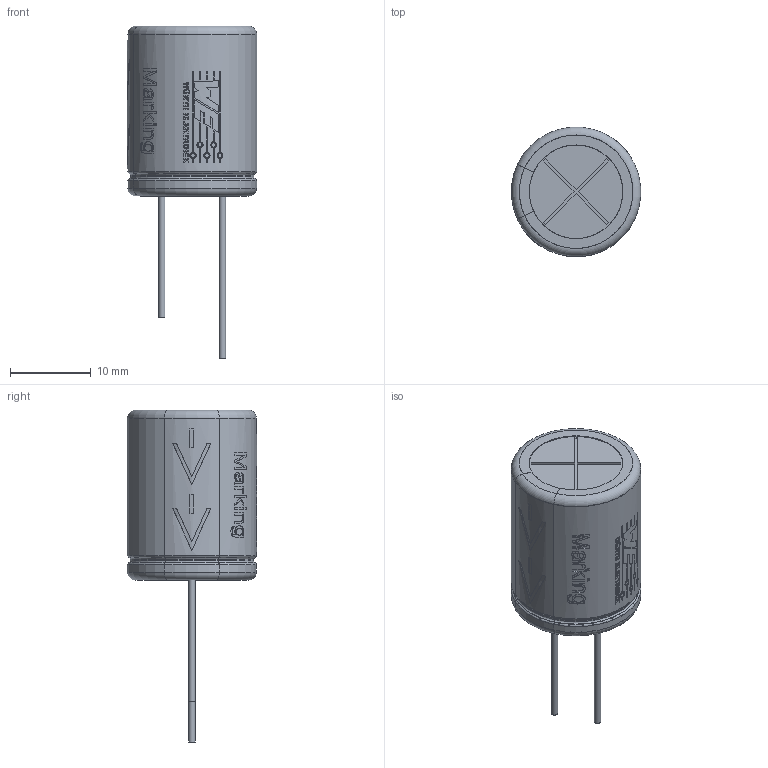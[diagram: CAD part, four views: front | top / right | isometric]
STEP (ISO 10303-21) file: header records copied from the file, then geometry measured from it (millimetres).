
FILE_DESCRIPTION( ( 'Unknown' ), '1' );
FILE_NAME( '16x21x7.5x0.8.stp', 'Unknown', ( 'Unknown' ), ( 'Unknown' ), 'PSStep 21.0.46', 'Unknown', ' ' );
FILE_SCHEMA( ( 'AUTOMOTIVE_DESIGN { 1 0 10303 214 1 1 1 1 }' ) );
Length unit declared in the file: millimetre
Products named in the file (3): 1; 2; 3
Bounding box: 15.96 x 15.97 x 41 mm (x, y, z)
Volume: 4151.2 mm3; surface area: 4243.8 mm2
Topology: 3 solids, 3 shells, 515 faces, 1294 edges, 857 vertices
Faces by surface type: plane 277, bspline 127, cylinder 87, torus 24
Full cylindrical faces by diameter (mm): 0.8 x2, 1.778 x1, 2.222 x1, 3.556 x1, 4 x1, 6.222 x1, 6.667 x1, 8.889 x1, 9.333 x1, 10.667 x1, 11.111 x1, 11.556 x2, 13.244 x1, 14.024 x1, 15.078 x1, 15.098 x1, 15.78 x2, 15.8 x2
Entity records: 26793 total; most frequent: CARTESIAN_POINT 11088, ORIENTED_EDGE 2498, DIRECTION 2045, EDGE_CURVE 1249, VERTEX_POINT 855, AXIS2_PLACEMENT_3D 690, LINE 665, VECTOR 665
